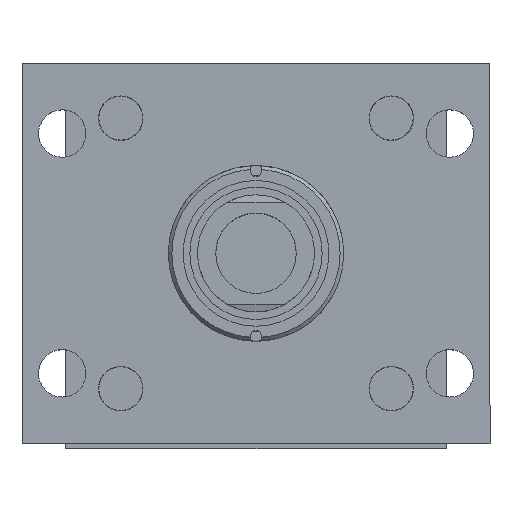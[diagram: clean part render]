
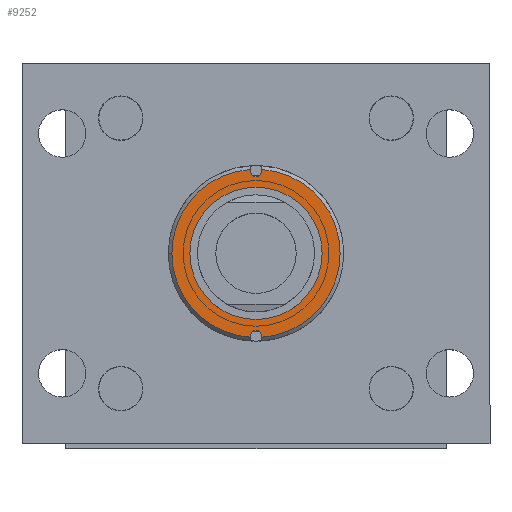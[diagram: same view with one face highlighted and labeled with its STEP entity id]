
A CAD part, top view. The second image highlights one B-rep face of the part: STEP entity #9252.
In plain terms, the highlighted planar face has unit normal (0, 0, 1).
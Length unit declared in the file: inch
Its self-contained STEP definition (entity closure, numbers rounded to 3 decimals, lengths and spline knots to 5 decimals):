
#42 = ORIENTED_EDGE ( 'NONE', *, *, #1985, .T. ) ;
#117 = VECTOR ( 'NONE', #1280, 39.37008 ) ;
#134 = DIRECTION ( 'NONE',  ( -1., 0., 0. ) ) ;
#239 = CARTESIAN_POINT ( 'NONE',  ( 20.37814, 42.4197, -2.93519 ) ) ;
#273 = CARTESIAN_POINT ( 'NONE',  ( 19.3411, 43.85462, -2.93519 ) ) ;
#561 = AXIS2_PLACEMENT_3D ( 'NONE', #4283, #2720, #9867 ) ;
#605 = AXIS2_PLACEMENT_3D ( 'NONE', #1702, #7338, #912 ) ;
#912 = DIRECTION ( 'NONE',  ( -1., 0., 0. ) ) ;
#965 = VECTOR ( 'NONE', #8841, 39.37008 ) ;
#1097 = AXIS2_PLACEMENT_3D ( 'NONE', #5968, #5872, #9905 ) ;
#1125 = DIRECTION ( 'NONE',  ( 0., 0., 1. ) ) ;
#1136 = CARTESIAN_POINT ( 'NONE',  ( 19.1531, 43.8257, -2.93519 ) ) ;
#1203 = LINE ( 'NONE', #1885, #4763 ) ;
#1280 = DIRECTION ( 'NONE',  ( 0., -1., 0. ) ) ;
#1336 = DIRECTION ( 'NONE',  ( -1., 0., 0. ) ) ;
#1391 = ORIENTED_EDGE ( 'NONE', *, *, #4593, .F. ) ;
#1448 = VERTEX_POINT ( 'NONE', #273 ) ;
#1453 = DIRECTION ( 'NONE',  ( 0., 0., -1. ) ) ;
#1519 = CARTESIAN_POINT ( 'NONE',  ( 19.2471, 42.4197, -2.93519 ) ) ;
#1590 = CIRCLE ( 'NONE', #2431, 1.13104 ) ;
#1702 = CARTESIAN_POINT ( 'NONE',  ( 19.2471, 42.4197, -2.93519 ) ) ;
#1727 = EDGE_CURVE ( 'NONE', #8782, #4412, #9552, .T. ) ;
#1788 = FACE_OUTER_BOUND ( 'NONE', #7973, .T. ) ;
#1815 = DIRECTION ( 'NONE',  ( 1., 0., 0. ) ) ;
#1885 = CARTESIAN_POINT ( 'NONE',  ( 19.3411, 43.55073, -2.93519 ) ) ;
#1892 = PLANE ( 'NONE',  #2031 ) ;
#1971 = VERTEX_POINT ( 'NONE', #2367 ) ;
#1985 = EDGE_CURVE ( 'NONE', #2393, #4794, #1590, .T. ) ;
#2031 = AXIS2_PLACEMENT_3D ( 'NONE', #2696, #1125, #1815 ) ;
#2088 = CARTESIAN_POINT ( 'NONE',  ( 18.11607, 42.4197, -2.93519 ) ) ;
#2266 = LINE ( 'NONE', #8459, #117 ) ;
#2319 = CIRCLE ( 'NONE', #5990, 1.438 ) ;
#2367 = CARTESIAN_POINT ( 'NONE',  ( 17.8091, 42.4197, -2.93519 ) ) ;
#2393 = VERTEX_POINT ( 'NONE', #2088 ) ;
#2431 = AXIS2_PLACEMENT_3D ( 'NONE', #4882, #3253, #1336 ) ;
#2448 = EDGE_CURVE ( 'NONE', #8490, #5438, #2266, .T. ) ;
#2623 = CARTESIAN_POINT ( 'NONE',  ( 19.1531, 40.98477, -2.93519 ) ) ;
#2696 = CARTESIAN_POINT ( 'NONE',  ( 19.2471, 43.55073, -2.93519 ) ) ;
#2720 = DIRECTION ( 'NONE',  ( 0., 0., 1. ) ) ;
#2835 = VECTOR ( 'NONE', #9272, 39.37008 ) ;
#3130 = CARTESIAN_POINT ( 'NONE',  ( 19.1531, 43.55073, -2.93519 ) ) ;
#3162 = CARTESIAN_POINT ( 'NONE',  ( 19.3411, 41.0137, -2.93519 ) ) ;
#3174 = ORIENTED_EDGE ( 'NONE', *, *, #6671, .F. ) ;
#3241 = CARTESIAN_POINT ( 'NONE',  ( 19.1531, 41.0137, -2.93519 ) ) ;
#3253 = DIRECTION ( 'NONE',  ( 0., 0., -1. ) ) ;
#3366 = EDGE_CURVE ( 'NONE', #4794, #2393, #3401, .T. ) ;
#3401 = CIRCLE ( 'NONE', #605, 1.13104 ) ;
#3419 = ORIENTED_EDGE ( 'NONE', *, *, #2448, .F. ) ;
#3541 = CARTESIAN_POINT ( 'NONE',  ( 19.3411, 43.55073, -2.93519 ) ) ;
#3663 = ORIENTED_EDGE ( 'NONE', *, *, #7691, .F. ) ;
#3800 = EDGE_CURVE ( 'NONE', #1971, #4412, #5271, .T. ) ;
#4110 = CIRCLE ( 'NONE', #8992, 1.438 ) ;
#4180 = ORIENTED_EDGE ( 'NONE', *, *, #10207, .F. ) ;
#4283 = CARTESIAN_POINT ( 'NONE',  ( 19.2471, 41.0137, -2.93519 ) ) ;
#4412 = VERTEX_POINT ( 'NONE', #9733 ) ;
#4577 = EDGE_CURVE ( 'NONE', #7168, #8490, #8548, .T. ) ;
#4593 = EDGE_CURVE ( 'NONE', #8782, #6657, #7272, .T. ) ;
#4597 = DIRECTION ( 'NONE',  ( -1., 0., 0. ) ) ;
#4705 = EDGE_CURVE ( 'NONE', #7168, #10080, #1203, .T. ) ;
#4763 = VECTOR ( 'NONE', #5165, 39.37008 ) ;
#4794 = VERTEX_POINT ( 'NONE', #239 ) ;
#4882 = CARTESIAN_POINT ( 'NONE',  ( 19.2471, 42.4197, -2.93519 ) ) ;
#4995 = LINE ( 'NONE', #3541, #2835 ) ;
#5011 = DIRECTION ( 'NONE',  ( 0., 0., -1. ) ) ;
#5165 = DIRECTION ( 'NONE',  ( 0., -1., 0. ) ) ;
#5271 = CIRCLE ( 'NONE', #7031, 1.438 ) ;
#5343 = ORIENTED_EDGE ( 'NONE', *, *, #3366, .T. ) ;
#5438 = VERTEX_POINT ( 'NONE', #2623 ) ;
#5872 = DIRECTION ( 'NONE',  ( 0., 0., 1. ) ) ;
#5952 = FACE_BOUND ( 'NONE', #6959, .T. ) ;
#5968 = CARTESIAN_POINT ( 'NONE',  ( 19.2471, 43.8257, -2.93519 ) ) ;
#5990 = AXIS2_PLACEMENT_3D ( 'NONE', #1519, #1453, #7171 ) ;
#6016 = ORIENTED_EDGE ( 'NONE', *, *, #3800, .F. ) ;
#6139 = CARTESIAN_POINT ( 'NONE',  ( 19.2471, 42.4197, -2.93519 ) ) ;
#6657 = VERTEX_POINT ( 'NONE', #9137 ) ;
#6671 = EDGE_CURVE ( 'NONE', #6657, #1448, #4995, .T. ) ;
#6943 = DIRECTION ( 'NONE',  ( 0., 0., -1. ) ) ;
#6959 = EDGE_LOOP ( 'NONE', ( #42, #5343 ) ) ;
#7031 = AXIS2_PLACEMENT_3D ( 'NONE', #6139, #6943, #4597 ) ;
#7168 = VERTEX_POINT ( 'NONE', #3162 ) ;
#7171 = DIRECTION ( 'NONE',  ( -1., 0., 0. ) ) ;
#7272 = CIRCLE ( 'NONE', #1097, 0.094 ) ;
#7338 = DIRECTION ( 'NONE',  ( 0., 0., -1. ) ) ;
#7691 = EDGE_CURVE ( 'NONE', #5438, #1971, #2319, .T. ) ;
#7973 = EDGE_LOOP ( 'NONE', ( #10272, #8162, #4180, #3174, #1391, #9231, #6016, #3663, #3419 ) ) ;
#8162 = ORIENTED_EDGE ( 'NONE', *, *, #4705, .T. ) ;
#8459 = CARTESIAN_POINT ( 'NONE',  ( 19.1531, 43.55073, -2.93519 ) ) ;
#8490 = VERTEX_POINT ( 'NONE', #3241 ) ;
#8548 = CIRCLE ( 'NONE', #561, 0.094 ) ;
#8782 = VERTEX_POINT ( 'NONE', #1136 ) ;
#8841 = DIRECTION ( 'NONE',  ( 0., 1., 0. ) ) ;
#8992 = AXIS2_PLACEMENT_3D ( 'NONE', #9790, #5011, #134 ) ;
#9137 = CARTESIAN_POINT ( 'NONE',  ( 19.3411, 43.8257, -2.93519 ) ) ;
#9231 = ORIENTED_EDGE ( 'NONE', *, *, #1727, .T. ) ;
#9252 = ADVANCED_FACE ( 'NONE', ( #5952, #1788 ), #1892, .T. ) ;
#9272 = DIRECTION ( 'NONE',  ( 0., 1., 0. ) ) ;
#9552 = LINE ( 'NONE', #3130, #965 ) ;
#9584 = CARTESIAN_POINT ( 'NONE',  ( 19.3411, 40.98477, -2.93519 ) ) ;
#9733 = CARTESIAN_POINT ( 'NONE',  ( 19.1531, 43.85462, -2.93519 ) ) ;
#9790 = CARTESIAN_POINT ( 'NONE',  ( 19.2471, 42.4197, -2.93519 ) ) ;
#9867 = DIRECTION ( 'NONE',  ( 1., 0., 0. ) ) ;
#9905 = DIRECTION ( 'NONE',  ( 1., 0., 0. ) ) ;
#10080 = VERTEX_POINT ( 'NONE', #9584 ) ;
#10207 = EDGE_CURVE ( 'NONE', #1448, #10080, #4110, .T. ) ;
#10272 = ORIENTED_EDGE ( 'NONE', *, *, #4577, .F. ) ;
